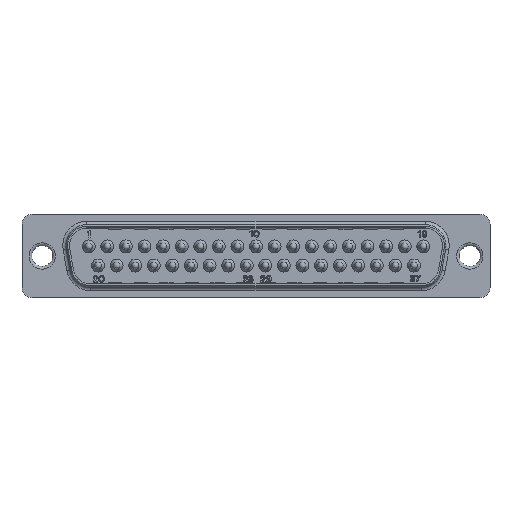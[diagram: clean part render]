
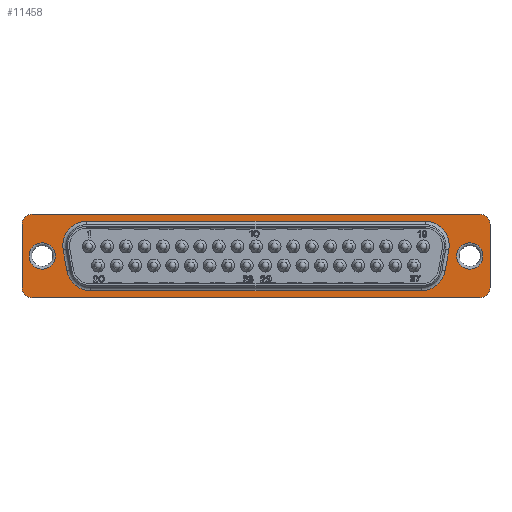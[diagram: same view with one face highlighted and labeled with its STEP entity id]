
A CAD part, top view. The second image highlights one B-rep face of the part: STEP entity #11458.
In plain terms, the highlighted face is planar.
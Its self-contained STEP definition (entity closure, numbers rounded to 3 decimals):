
#531=CIRCLE('',#12454,1.95);
#532=CIRCLE('',#12456,1.5);
#533=CIRCLE('',#12457,1.5);
#534=CIRCLE('',#12458,1.5);
#535=CIRCLE('',#12459,1.5);
#536=CIRCLE('',#12460,1.95);
#537=CIRCLE('',#12461,3.6);
#538=CIRCLE('',#12462,3.6);
#539=CIRCLE('',#12463,3.6);
#540=CIRCLE('',#12464,3.6);
#1276=LINE('',#23591,#2296);
#1277=LINE('',#23595,#2297);
#1278=LINE('',#23599,#2298);
#1279=LINE('',#23602,#2299);
#1280=LINE('',#23607,#2300);
#1281=LINE('',#23611,#2301);
#1282=LINE('',#23615,#2302);
#1283=LINE('',#23619,#2303);
#2296=VECTOR('',#14815,66.5);
#2297=VECTOR('',#14818,9.4);
#2298=VECTOR('',#14821,66.5);
#2299=VECTOR('',#14824,9.4);
#2300=VECTOR('',#14827,49.107);
#2301=VECTOR('',#14830,3.148);
#2302=VECTOR('',#14833,50.2);
#2303=VECTOR('',#14836,3.148);
#3090=FACE_BOUND('',#5022,.T.);
#3091=FACE_BOUND('',#5023,.T.);
#3092=FACE_BOUND('',#5024,.T.);
#3390=PLANE('',#12455);
#4055=FACE_OUTER_BOUND('',#5021,.T.);
#5021=EDGE_LOOP('',(#9859,#9860,#9861,#9862,#9863,#9864,#9865,#9866));
#5022=EDGE_LOOP('',(#9867));
#5023=EDGE_LOOP('',(#9868,#9869,#9870,#9871,#9872,#9873,#9874,#9875));
#5024=EDGE_LOOP('',(#9876));
#6116=VERTEX_POINT('',#23584);
#6117=VERTEX_POINT('',#23587);
#6118=VERTEX_POINT('',#23588);
#6119=VERTEX_POINT('',#23590);
#6120=VERTEX_POINT('',#23592);
#6121=VERTEX_POINT('',#23594);
#6122=VERTEX_POINT('',#23596);
#6123=VERTEX_POINT('',#23598);
#6124=VERTEX_POINT('',#23600);
#6125=VERTEX_POINT('',#23603);
#6126=VERTEX_POINT('',#23605);
#6127=VERTEX_POINT('',#23606);
#6128=VERTEX_POINT('',#23608);
#6129=VERTEX_POINT('',#23610);
#6130=VERTEX_POINT('',#23612);
#6131=VERTEX_POINT('',#23614);
#6132=VERTEX_POINT('',#23616);
#6133=VERTEX_POINT('',#23618);
#7423=EDGE_CURVE('',#6116,#6116,#531,.T.);
#7424=EDGE_CURVE('',#6117,#6118,#532,.T.);
#7425=EDGE_CURVE('',#6119,#6117,#1276,.T.);
#7426=EDGE_CURVE('',#6120,#6119,#533,.T.);
#7427=EDGE_CURVE('',#6121,#6120,#1277,.T.);
#7428=EDGE_CURVE('',#6122,#6121,#534,.T.);
#7429=EDGE_CURVE('',#6123,#6122,#1278,.T.);
#7430=EDGE_CURVE('',#6124,#6123,#535,.T.);
#7431=EDGE_CURVE('',#6118,#6124,#1279,.T.);
#7432=EDGE_CURVE('',#6125,#6125,#536,.T.);
#7433=EDGE_CURVE('',#6126,#6127,#1280,.T.);
#7434=EDGE_CURVE('',#6128,#6126,#537,.T.);
#7435=EDGE_CURVE('',#6129,#6128,#1281,.T.);
#7436=EDGE_CURVE('',#6130,#6129,#538,.T.);
#7437=EDGE_CURVE('',#6131,#6130,#1282,.T.);
#7438=EDGE_CURVE('',#6132,#6131,#539,.T.);
#7439=EDGE_CURVE('',#6133,#6132,#1283,.T.);
#7440=EDGE_CURVE('',#6127,#6133,#540,.T.);
#9859=ORIENTED_EDGE('',*,*,#7424,.F.);
#9860=ORIENTED_EDGE('',*,*,#7425,.F.);
#9861=ORIENTED_EDGE('',*,*,#7426,.F.);
#9862=ORIENTED_EDGE('',*,*,#7427,.F.);
#9863=ORIENTED_EDGE('',*,*,#7428,.F.);
#9864=ORIENTED_EDGE('',*,*,#7429,.F.);
#9865=ORIENTED_EDGE('',*,*,#7430,.F.);
#9866=ORIENTED_EDGE('',*,*,#7431,.F.);
#9867=ORIENTED_EDGE('',*,*,#7432,.F.);
#9868=ORIENTED_EDGE('',*,*,#7433,.F.);
#9869=ORIENTED_EDGE('',*,*,#7434,.F.);
#9870=ORIENTED_EDGE('',*,*,#7435,.F.);
#9871=ORIENTED_EDGE('',*,*,#7436,.F.);
#9872=ORIENTED_EDGE('',*,*,#7437,.F.);
#9873=ORIENTED_EDGE('',*,*,#7438,.F.);
#9874=ORIENTED_EDGE('',*,*,#7439,.F.);
#9875=ORIENTED_EDGE('',*,*,#7440,.F.);
#9876=ORIENTED_EDGE('',*,*,#7423,.F.);
#11458=ADVANCED_FACE('',(#4055,#3090,#3091,#3092),#3390,.F.);
#12454=AXIS2_PLACEMENT_3D('',#23585,#14809,#14810);
#12455=AXIS2_PLACEMENT_3D('',#23586,#14811,#14812);
#12456=AXIS2_PLACEMENT_3D('',#23589,#14813,#14814);
#12457=AXIS2_PLACEMENT_3D('',#23593,#14816,#14817);
#12458=AXIS2_PLACEMENT_3D('',#23597,#14819,#14820);
#12459=AXIS2_PLACEMENT_3D('',#23601,#14822,#14823);
#12460=AXIS2_PLACEMENT_3D('',#23604,#14825,#14826);
#12461=AXIS2_PLACEMENT_3D('',#23609,#14828,#14829);
#12462=AXIS2_PLACEMENT_3D('',#23613,#14831,#14832);
#12463=AXIS2_PLACEMENT_3D('',#23617,#14834,#14835);
#12464=AXIS2_PLACEMENT_3D('',#23620,#14837,#14838);
#14809=DIRECTION('center_axis',(0.,0.,-1.));
#14810=DIRECTION('ref_axis',(-1.,0.,0.));
#14811=DIRECTION('center_axis',(0.,0.,1.));
#14812=DIRECTION('ref_axis',(1.,0.,0.));
#14813=DIRECTION('center_axis',(0.,0.,1.));
#14814=DIRECTION('ref_axis',(-0.707,0.707,0.));
#14815=DIRECTION('',(-1.,0.,0.));
#14816=DIRECTION('center_axis',(0.,0.,1.));
#14817=DIRECTION('ref_axis',(0.707,0.707,0.));
#14818=DIRECTION('',(0.,1.,0.));
#14819=DIRECTION('center_axis',(0.,0.,1.));
#14820=DIRECTION('ref_axis',(0.707,-0.707,0.));
#14821=DIRECTION('',(1.,0.,0.));
#14822=DIRECTION('center_axis',(0.,0.,1.));
#14823=DIRECTION('ref_axis',(-0.707,-0.707,0.));
#14824=DIRECTION('',(0.,-1.,0.));
#14825=DIRECTION('center_axis',(0.,0.,-1.));
#14826=DIRECTION('ref_axis',(-1.,0.,0.));
#14827=DIRECTION('',(-1.,0.,0.));
#14828=DIRECTION('center_axis',(0.,0.,-1.));
#14829=DIRECTION('ref_axis',(0.643,-0.766,0.));
#14830=DIRECTION('',(-0.174,-0.985,0.));
#14831=DIRECTION('center_axis',(0.,0.,-1.));
#14832=DIRECTION('ref_axis',(0.766,0.643,0.));
#14833=DIRECTION('',(1.,0.,0.));
#14834=DIRECTION('center_axis',(0.,0.,-1.));
#14835=DIRECTION('ref_axis',(-0.766,0.643,0.));
#14836=DIRECTION('',(-0.174,0.985,0.));
#14837=DIRECTION('center_axis',(0.,0.,-1.));
#14838=DIRECTION('ref_axis',(-0.643,-0.766,0.));
#23584=CARTESIAN_POINT('',(33.7,0.,-0.5));
#23585=CARTESIAN_POINT('Origin',(31.75,0.,-0.5));
#23586=CARTESIAN_POINT('Origin',(17.646,0.016,-0.5));
#23587=CARTESIAN_POINT('',(-33.25,6.2,-0.5));
#23588=CARTESIAN_POINT('',(-34.75,4.7,-0.5));
#23589=CARTESIAN_POINT('Origin',(-33.25,4.7,-0.5));
#23590=CARTESIAN_POINT('',(33.25,6.2,-0.5));
#23591=CARTESIAN_POINT('',(34.75,6.2,-0.5));
#23592=CARTESIAN_POINT('',(34.75,4.7,-0.5));
#23593=CARTESIAN_POINT('Origin',(33.25,4.7,-0.5));
#23594=CARTESIAN_POINT('',(34.75,-4.7,-0.5));
#23595=CARTESIAN_POINT('',(34.75,-6.2,-0.5));
#23596=CARTESIAN_POINT('',(33.25,-6.2,-0.5));
#23597=CARTESIAN_POINT('Origin',(33.25,-4.7,-0.5));
#23598=CARTESIAN_POINT('',(-33.25,-6.2,-0.5));
#23599=CARTESIAN_POINT('',(-34.75,-6.2,-0.5));
#23600=CARTESIAN_POINT('',(-34.75,-4.7,-0.5));
#23601=CARTESIAN_POINT('Origin',(-33.25,-4.7,-0.5));
#23602=CARTESIAN_POINT('',(-34.75,6.2,-0.5));
#23603=CARTESIAN_POINT('',(-29.8,0.,-0.5));
#23604=CARTESIAN_POINT('Origin',(-31.75,0.,-0.5));
#23605=CARTESIAN_POINT('',(24.553,-5.15,-0.5));
#23606=CARTESIAN_POINT('',(-24.553,-5.15,-0.5));
#23607=CARTESIAN_POINT('',(8.823,-5.15,-0.5));
#23608=CARTESIAN_POINT('',(28.099,-2.175,-0.5));
#23609=CARTESIAN_POINT('Origin',(24.553,-1.55,-0.5));
#23610=CARTESIAN_POINT('',(28.645,0.925,-0.5));
#23611=CARTESIAN_POINT('',(28.128,-2.006,-0.5));
#23612=CARTESIAN_POINT('',(25.1,5.15,-0.5));
#23613=CARTESIAN_POINT('Origin',(25.1,1.55,-0.5));
#23614=CARTESIAN_POINT('',(-25.1,5.15,-0.5));
#23615=CARTESIAN_POINT('',(8.823,5.15,-0.5));
#23616=CARTESIAN_POINT('',(-28.645,0.925,-0.5));
#23617=CARTESIAN_POINT('Origin',(-25.1,1.55,-0.5));
#23618=CARTESIAN_POINT('',(-28.099,-2.175,-0.5));
#23619=CARTESIAN_POINT('',(-27.87,-3.474,-0.5));
#23620=CARTESIAN_POINT('Origin',(-24.553,-1.55,-0.5));
